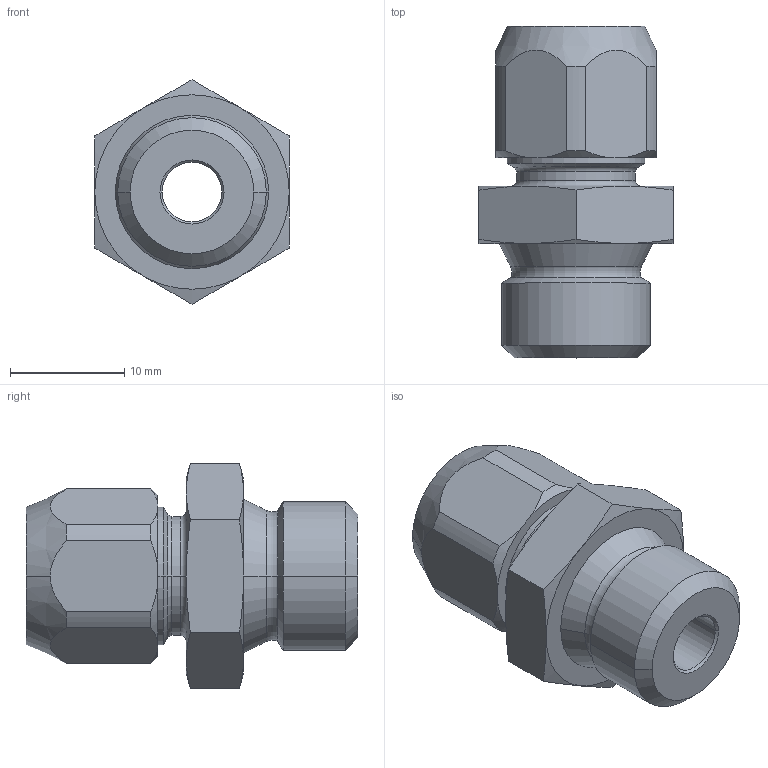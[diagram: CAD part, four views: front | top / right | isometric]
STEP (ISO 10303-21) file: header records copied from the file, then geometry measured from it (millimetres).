
FILE_DESCRIPTION(( 'CX.11.08.14.stp' ), '1');
FILE_NAME( 'CX.11.08.14.stp', '2018-08-24T14:34:41',( 'Sopra'),('sopra-pneumatic.com'), 'SwSTEP 2.0','SolidWorks 2009','' );
FILE_SCHEMA(('CONFIG_CONTROL_DESIGN'));
Length unit declared in the file: millimetre
Products named in the file (1): 360021B_151X4-8-6-1-4
Bounding box: 17 x 29 x 19.63 mm (x, y, z)
Volume: 3756.9 mm3; surface area: 2587 mm2
Topology: 1 solids, 1 shells, 77 faces, 176 edges, 106 vertices
Faces by surface type: cone 30, plane 19, cylinder 18, torus 10
Entity records: 2318 total; most frequent: CARTESIAN_POINT 561, DIRECTION 370, ORIENTED_EDGE 352, EDGE_CURVE 176, AXIS2_PLACEMENT_3D 161, VERTEX_POINT 106, EDGE_LOOP 84, CIRCLE 84
